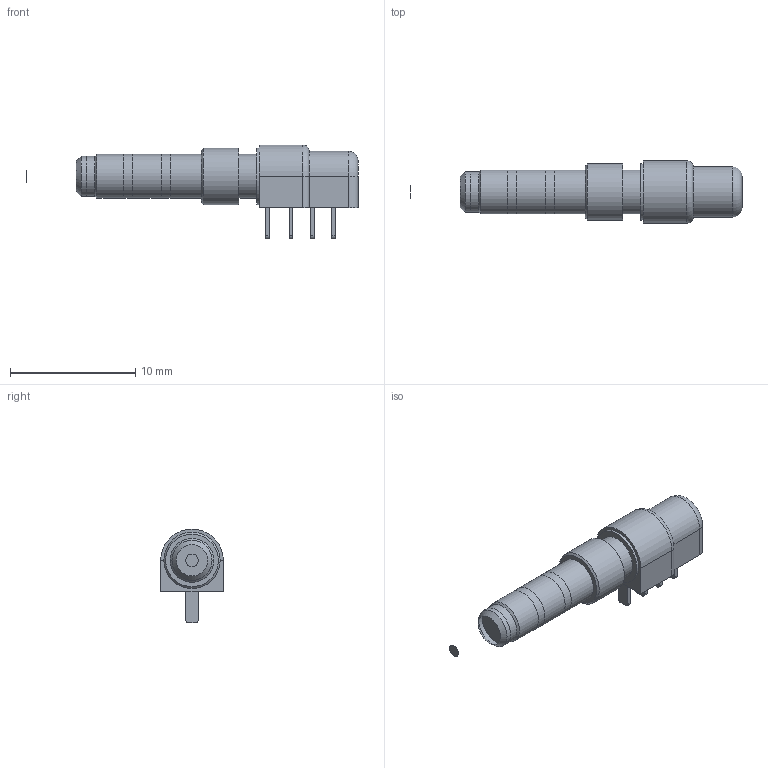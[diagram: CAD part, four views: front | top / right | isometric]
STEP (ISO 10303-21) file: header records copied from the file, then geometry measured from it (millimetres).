
FILE_DESCRIPTION(/* description */ (''),/* implementation_level */ '2;1');
FILE_NAME(/* name */ '54-00035 v2.step',/* time_stamp */ '2021-01-11T00:02:29-08:00',/* author */ (''),/* organization */ (''),/* preprocessor_version */ 'ST-DEVELOPER v18.1',/* originating_system */ 'Autodesk Translation Framework v9.7.1.1290',/* authorisation */ '');
FILE_SCHEMA (('AUTOMOTIVE_DESIGN { 1 0 10303 214 3 1 1 }'));
Length unit declared in the file: millimetre
Products named in the file (1): 54-00035
Bounding box: 26.5 x 5 x 7.5 mm (x, y, z)
Volume: 332.3 mm3; surface area: 616 mm2
Topology: 13 solids, 13 shells, 83 faces, 162 edges, 108 vertices
Faces by surface type: plane 52, cylinder 24, cone 5, torus 2
Full cylindrical faces by diameter (mm): 3.2 x2, 3.5 x6, 4.5 x2
Entity records: 2174 total; most frequent: DIRECTION 393, CARTESIAN_POINT 354, ORIENTED_EDGE 324, EDGE_CURVE 162, AXIS2_PLACEMENT_3D 147, VERTEX_POINT 108, LINE 99, VECTOR 99
